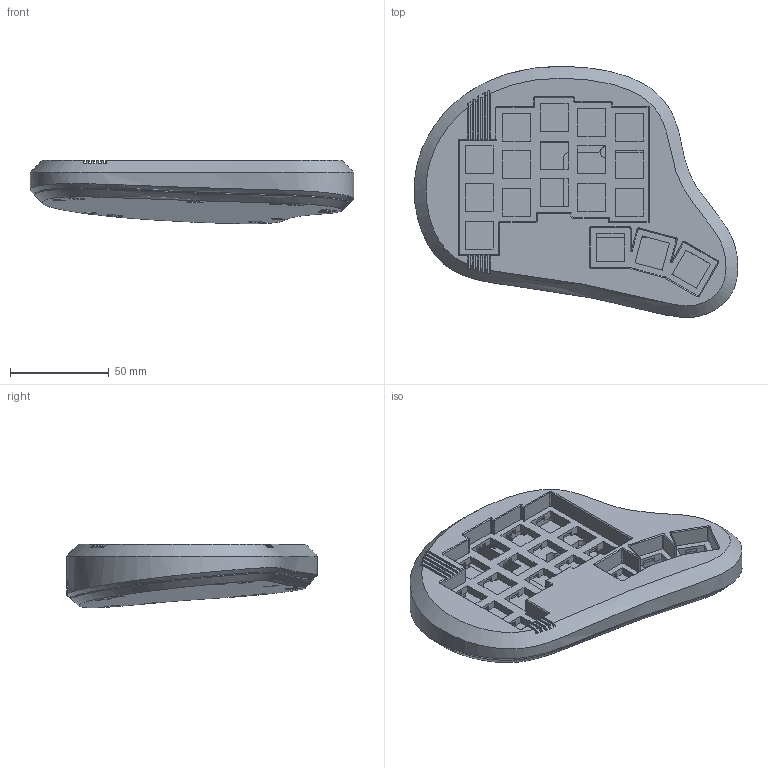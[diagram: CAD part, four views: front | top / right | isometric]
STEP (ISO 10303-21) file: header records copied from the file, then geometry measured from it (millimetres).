
FILE_DESCRIPTION(/* description */ (''),/* implementation_level */ '2;1');
FILE_NAME(/* name */ 'akufu36--2.0 v39.step',/* time_stamp */ '2020-09-11T09:16:12+09:00',/* author */ (''),/* organization */ (''),/* preprocessor_version */ 'ST-DEVELOPER v18.1',/* originating_system */ 'Autodesk Translation Framework v9.3.0.1241',/* authorisation */ '');
FILE_SCHEMA (('AUTOMOTIVE_DESIGN { 1 0 10303 214 3 1 1 }'));
Length unit declared in the file: millimetre
Products named in the file (3): akufu36--2.0; case; switch-plate
Assembly tree (2 placements, depth 2):
  akufu36--2.0
    case
    switch-plate
Bounding box: 164.17 x 127.39 x 32.15 mm (x, y, z)
Volume: 229952.9 mm3; surface area: 89814.7 mm2
Topology: 3 solids, 3 shells, 841 faces, 2349 edges, 1518 vertices
Faces by surface type: plane 504, cylinder 256, bspline 49, cone 32
Full cylindrical faces by diameter (mm): 3.4 x5, 5.35 x5, 6 x1, 6.2 x1, 6.5 x5, 8.2 x6
Entity records: 32707 total; most frequent: CARTESIAN_POINT 11203, ORIENTED_EDGE 4674, DIRECTION 4146, EDGE_CURVE 2337, LINE 1646, VECTOR 1646, VERTEX_POINT 1518, AXIS2_PLACEMENT_3D 1250
